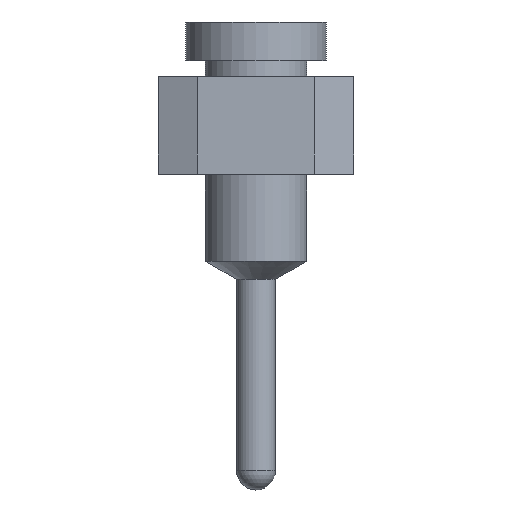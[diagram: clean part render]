
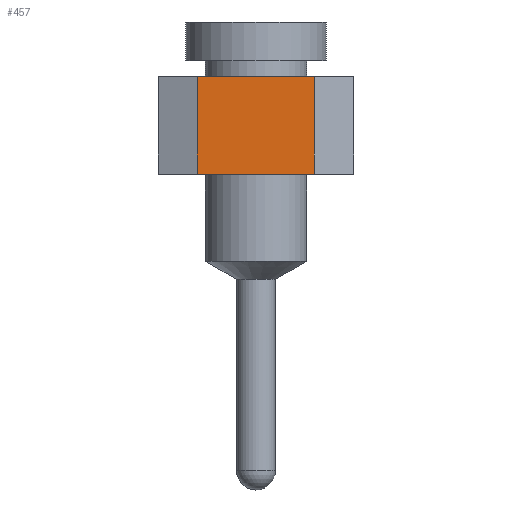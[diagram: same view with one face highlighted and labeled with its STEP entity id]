
A CAD part, left-side view. The second image highlights one B-rep face of the part: STEP entity #457.
In plain terms, the highlighted planar face has unit normal (-1, 0, 0).
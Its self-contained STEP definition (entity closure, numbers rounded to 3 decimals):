
#457 = ADVANCED_FACE('',(#458),#492,.F.);
#458 = FACE_BOUND('',#459,.T.);
#459 = EDGE_LOOP('',(#460,#470,#478,#486));
#460 = ORIENTED_EDGE('',*,*,#461,.T.);
#461 = EDGE_CURVE('',#462,#464,#466,.T.);
#462 = VERTEX_POINT('',#463);
#463 = CARTESIAN_POINT('',(-13.97,0.762,2.57));
#464 = VERTEX_POINT('',#465);
#465 = CARTESIAN_POINT('',(-13.97,0.762,1.3));
#466 = LINE('',#467,#468);
#467 = CARTESIAN_POINT('',(-13.97,0.762,3.84));
#468 = VECTOR('',#469,1.);
#469 = DIRECTION('',(0.,0.,-1.));
#470 = ORIENTED_EDGE('',*,*,#471,.T.);
#471 = EDGE_CURVE('',#464,#472,#474,.T.);
#472 = VERTEX_POINT('',#473);
#473 = CARTESIAN_POINT('',(-13.97,-0.762,1.3));
#474 = LINE('',#475,#476);
#475 = CARTESIAN_POINT('',(-13.97,1.27,1.3));
#476 = VECTOR('',#477,1.);
#477 = DIRECTION('',(0.,-1.,0.));
#478 = ORIENTED_EDGE('',*,*,#479,.F.);
#479 = EDGE_CURVE('',#480,#472,#482,.T.);
#480 = VERTEX_POINT('',#481);
#481 = CARTESIAN_POINT('',(-13.97,-0.762,2.57));
#482 = LINE('',#483,#484);
#483 = CARTESIAN_POINT('',(-13.97,-0.762,3.84));
#484 = VECTOR('',#485,1.);
#485 = DIRECTION('',(0.,0.,-1.));
#486 = ORIENTED_EDGE('',*,*,#487,.F.);
#487 = EDGE_CURVE('',#462,#480,#488,.T.);
#488 = LINE('',#489,#490);
#489 = CARTESIAN_POINT('',(-13.97,1.27,2.57));
#490 = VECTOR('',#491,1.);
#491 = DIRECTION('',(0.,-1.,0.));
#492 = PLANE('',#493);
#493 = AXIS2_PLACEMENT_3D('',#494,#495,#496);
#494 = CARTESIAN_POINT('',(-13.97,1.27,2.57));
#495 = DIRECTION('',(1.,0.,0.));
#496 = DIRECTION('',(0.,1.,0.));
